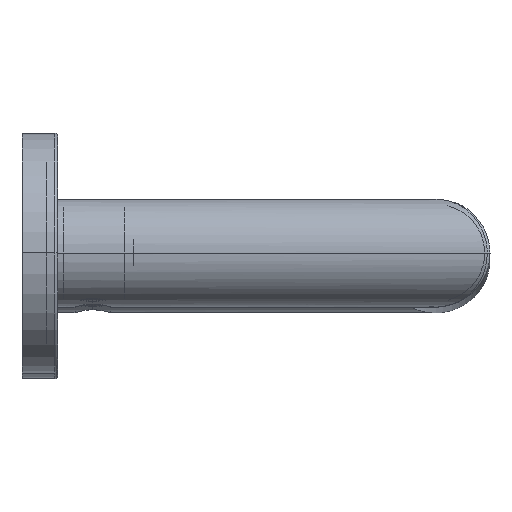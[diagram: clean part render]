
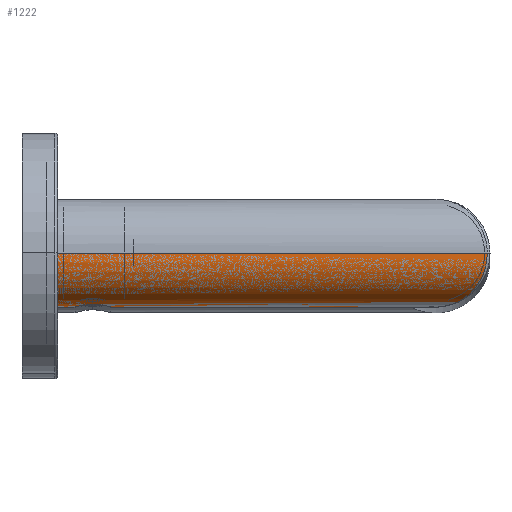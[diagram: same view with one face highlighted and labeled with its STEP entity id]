
A CAD part, top view. The second image highlights one B-rep face of the part: STEP entity #1222.
In plain terms, the highlighted cylindrical face has radius 9.995 mm (diameter 19.99 mm), a partial arc.
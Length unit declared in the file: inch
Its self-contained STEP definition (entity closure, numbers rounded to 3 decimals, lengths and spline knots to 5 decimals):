
#7=CARTESIAN_POINT('',(-12.,0.,0.));
#8=DIRECTION('',(0.,0.,1.));
#9=DIRECTION('',(-1.,0.,0.));
#10=AXIS2_PLACEMENT_3D('',#7,#8,#9);
#35=DIRECTION('',(0.,0.,1.));
#36=VECTOR('',#35,2.3425);
#37=CARTESIAN_POINT('',(-11.6065,0.,0.));
#38=LINE('',#37,#36);
#203=CARTESIAN_POINT('',(-12.3935,0.,
3.1295));
#204=CARTESIAN_POINT('',(-12.3935,-0.01322,
3.1295));
#205=CARTESIAN_POINT('',(-12.39217,-0.04096,
3.12824));
#206=CARTESIAN_POINT('',(-12.38493,-0.08615,
3.12137));
#207=CARTESIAN_POINT('',(-12.37128,-0.13368,
3.10841));
#208=CARTESIAN_POINT('',(-12.34999,-0.18269,
3.0882));
#209=CARTESIAN_POINT('',(-12.32037,-0.23078,
3.06009));
#210=CARTESIAN_POINT('',(-12.28524,-0.27277,
3.02674));
#211=CARTESIAN_POINT('',(-12.24843,-0.30635,
2.9918));
#212=CARTESIAN_POINT('',(-12.21305,-0.33165,
2.95823));
#213=CARTESIAN_POINT('',(-12.18046,-0.35026,
2.92729));
#214=CARTESIAN_POINT('',(-12.15056,-0.36399,
2.89891));
#215=CARTESIAN_POINT('',(-12.12316,-0.37407,
2.8729));
#216=CARTESIAN_POINT('',(-12.0982,-0.38131,
2.84921));
#217=CARTESIAN_POINT('',(-12.07544,-0.38641,
2.8276));
#218=CARTESIAN_POINT('',(-12.05458,-0.38987,
2.8078));
#219=CARTESIAN_POINT('',(-12.03527,-0.39206,
2.78948));
#220=CARTESIAN_POINT('',(-12.01721,-0.39326,
2.77233));
#221=CARTESIAN_POINT('',(-12.00563,-0.3935,
2.76135));
#222=CARTESIAN_POINT('',(-12.,-0.3935,
2.756));
#224=CARTESIAN_POINT('',(-11.6065,0.,2.3425));
#225=CARTESIAN_POINT('',(-11.6065,-0.01223,
2.3425));
#226=CARTESIAN_POINT('',(-11.60764,-0.03793,
2.3437));
#227=CARTESIAN_POINT('',(-11.61384,-0.07982,
2.35021));
#228=CARTESIAN_POINT('',(-11.62564,-0.12432,
2.36261));
#229=CARTESIAN_POINT('',(-11.644,-0.17021,
2.38191));
#230=CARTESIAN_POINT('',(-11.66966,-0.21608,
2.40887));
#231=CARTESIAN_POINT('',(-11.70312,-0.26035,
2.44403));
#232=CARTESIAN_POINT('',(-11.7447,-0.30144,
2.48772));
#233=CARTESIAN_POINT('',(-11.79489,-0.33782,
2.54047));
#234=CARTESIAN_POINT('',(-11.85359,-0.36734,
2.60215));
#235=CARTESIAN_POINT('',(-11.92124,-0.38789,
2.67324));
#236=CARTESIAN_POINT('',(-11.97285,-0.39349,
2.72747));
#237=CARTESIAN_POINT('',(-12.,-0.3935,
2.756));
#239=DIRECTION('',(0.,0.,1.));
#240=VECTOR('',#239,3.1295);
#241=CARTESIAN_POINT('',(-12.3935,0.,0.));
#242=LINE('',#241,#240);
#243=CARTESIAN_POINT('',(-12.13,-0.37141,0.256));
#244=CARTESIAN_POINT('',(-12.13,-0.37141,0.27153));
#245=CARTESIAN_POINT('',(-12.12484,-0.37328,
0.30066));
#246=CARTESIAN_POINT('',(-12.10173,-0.38053,
0.34128));
#247=CARTESIAN_POINT('',(-12.06647,-0.38854,
0.37075));
#248=CARTESIAN_POINT('',(-12.02359,-0.39367,
0.38654));
#249=CARTESIAN_POINT('',(-11.97728,-0.39374,
0.38676));
#250=CARTESIAN_POINT('',(-11.93381,-0.38859,
0.3709));
#251=CARTESIAN_POINT('',(-11.89882,-0.38068,
0.34189));
#252=CARTESIAN_POINT('',(-11.87527,-0.37332,
0.30112));
#253=CARTESIAN_POINT('',(-11.87,-0.37141,0.27172));
#254=CARTESIAN_POINT('',(-11.87,-0.37141,0.256));
#256=CARTESIAN_POINT('',(-11.87,-0.37141,0.256));
#257=CARTESIAN_POINT('',(-11.87,-0.37141,0.24047));
#258=CARTESIAN_POINT('',(-11.87516,-0.37328,
0.21134));
#259=CARTESIAN_POINT('',(-11.89827,-0.38053,
0.17072));
#260=CARTESIAN_POINT('',(-11.93353,-0.38854,
0.14125));
#261=CARTESIAN_POINT('',(-11.97641,-0.39367,
0.12546));
#262=CARTESIAN_POINT('',(-12.02272,-0.39374,
0.12524));
#263=CARTESIAN_POINT('',(-12.06619,-0.38859,
0.1411));
#264=CARTESIAN_POINT('',(-12.10118,-0.38068,
0.17011));
#265=CARTESIAN_POINT('',(-12.12473,-0.37332,
0.21088));
#266=CARTESIAN_POINT('',(-12.13,-0.37141,0.24028));
#267=CARTESIAN_POINT('',(-12.13,-0.37141,0.256));
#570=CARTESIAN_POINT('',(-11.6065,0.,0.));
#571=CARTESIAN_POINT('',(-12.3935,0.,0.));
#572=VERTEX_POINT('',#570);
#573=VERTEX_POINT('',#571);
#578=CARTESIAN_POINT('',(-11.6065,0.,2.3425));
#579=VERTEX_POINT('',#578);
#586=VERTEX_POINT('',#203);
#587=VERTEX_POINT('',#222);
#614=CARTESIAN_POINT('',(-12.13,-0.37141,0.256));
#616=VERTEX_POINT('',#614);
#618=CARTESIAN_POINT('',(-11.87,-0.37141,0.256));
#620=VERTEX_POINT('',#618);
#1204=CARTESIAN_POINT('',(-12.,0.,0.));
#1205=DIRECTION('',(0.,0.,1.));
#1206=DIRECTION('',(1.,0.,0.));
#1207=AXIS2_PLACEMENT_3D('',#1204,#1205,#1206);
#1208=CYLINDRICAL_SURFACE('',#1207,0.3935);
#1209=ORIENTED_EDGE('',*,*,#1197,.T.);
#1210=ORIENTED_EDGE('',*,*,#1027,.F.);
#1211=ORIENTED_EDGE('',*,*,#658,.F.);
#1212=ORIENTED_EDGE('',*,*,#637,.F.);
#1213=ORIENTED_EDGE('',*,*,#655,.T.);
#1214=EDGE_LOOP('',(#1209,#1210,#1211,#1212,#1213));
#1215=FACE_OUTER_BOUND('',#1214,.F.);
#1217=ORIENTED_EDGE('',*,*,#1216,.F.);
#1219=ORIENTED_EDGE('',*,*,#1218,.F.);
#1220=EDGE_LOOP('',(#1217,#1219));
#1221=FACE_BOUND('',#1220,.F.);
#1222=ADVANCED_FACE('',(#1215,#1221),#1208,.T.);
#11=CIRCLE('',#10,0.3935);
#223=B_SPLINE_CURVE_WITH_KNOTS('',3,(#203,#204,#205,#206,#207,#208,#209,#210,
#211,#212,#213,#214,#215,#216,#217,#218,#219,#220,#221,#222),.UNSPECIFIED.,.F.,
.F.,(4,1,1,1,1,1,1,1,1,1,1,1,1,1,1,1,1,4),(0.,0.05882,
0.11765,0.17647,0.23529,0.29412,
0.35294,0.41176,0.47059,0.52941,
0.58824,0.64706,0.70588,0.76471,
0.82353,0.88235,0.94118,1.),.UNSPECIFIED.);
#238=B_SPLINE_CURVE_WITH_KNOTS('',3,(#224,#225,#226,#227,#228,#229,#230,#231,
#232,#233,#234,#235,#236,#237),.UNSPECIFIED.,.F.,.F.,(4,1,1,1,1,1,1,1,1,1,1,4),(
0.,0.09091,0.18182,0.27273,0.36364,
0.45455,0.54545,0.63636,0.72727,
0.81818,0.90909,1.),.UNSPECIFIED.);
#255=B_SPLINE_CURVE_WITH_KNOTS('',3,(#243,#244,#245,#246,#247,#248,#249,#250,
#251,#252,#253,#254),.UNSPECIFIED.,.F.,.F.,(4,1,1,1,1,1,1,1,1,4),(0.,
0.11111,0.22222,0.33333,0.44444,
0.55556,0.66667,0.77778,0.88889,1.),
.UNSPECIFIED.);
#268=B_SPLINE_CURVE_WITH_KNOTS('',3,(#256,#257,#258,#259,#260,#261,#262,#263,
#264,#265,#266,#267),.UNSPECIFIED.,.F.,.F.,(4,1,1,1,1,1,1,1,1,4),(0.,
0.11111,0.22222,0.33333,0.44444,
0.55556,0.66667,0.77778,0.88889,1.),
.UNSPECIFIED.);
#637=EDGE_CURVE('',#573,#572,#11,.T.);
#655=EDGE_CURVE('',#573,#586,#242,.T.);
#658=EDGE_CURVE('',#572,#579,#38,.T.);
#1027=EDGE_CURVE('',#579,#587,#238,.T.);
#1197=EDGE_CURVE('',#586,#587,#223,.T.);
#1216=EDGE_CURVE('',#616,#620,#255,.T.);
#1218=EDGE_CURVE('',#620,#616,#268,.T.);
